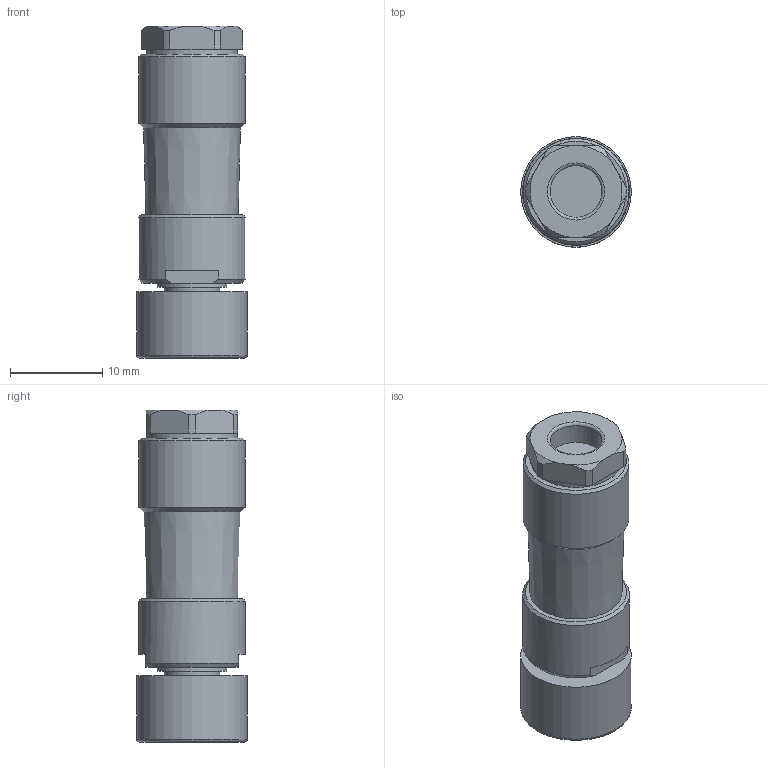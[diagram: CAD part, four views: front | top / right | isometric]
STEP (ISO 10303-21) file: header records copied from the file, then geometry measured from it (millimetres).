
FILE_DESCRIPTION(/* description */ (''),/* implementation_level */ '2;1');
FILE_NAME(/* name */ 'SK4212-0-L.stp',/* time_stamp */ '2018-07-31T09:30:40+08:00',/* author */ (''),/* organization */ (''),/* preprocessor_version */ 'ST-DEVELOPER v14',/* originating_system */ 'SIEMENS PLM Software NX 8.0',/* authorisation */ '');
FILE_SCHEMA (('AUTOMOTIVE_DESIGN { 1 0 10303 214 3 1 1 1 }'));
Length unit declared in the file: millimetre
Products named in the file (1): DELL279CD159pg24
Bounding box: 12 x 12 x 36 mm (x, y, z)
Volume: 3283.6 mm3; surface area: 2067.4 mm2
Topology: 1 solids, 1 shells, 110 faces, 278 edges, 184 vertices
Faces by surface type: plane 58, cylinder 26, cone 22, torus 4
Full cylindrical faces by diameter (mm): 1 x4, 1.1 x4, 5.6 x2, 6 x1, 6.2 x1, 7 x1, 7.5 x2, 7.7 x1, 9.8 x1, 11.5 x1, 11.6 x1, 12 x1
Entity records: 3600 total; most frequent: CARTESIAN_POINT 537, DIRECTION 524, ORIENTED_EDGE 430, EDGE_CURVE 215, AXIS2_PLACEMENT_3D 214, VERTEX_POINT 163, EDGE_LOOP 162, ADVANCED_FACE 110
